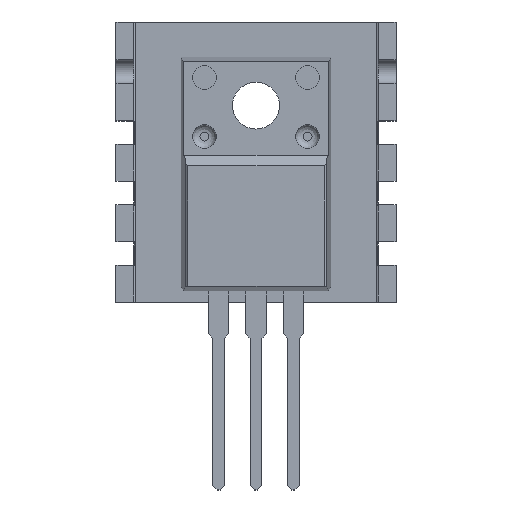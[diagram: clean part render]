
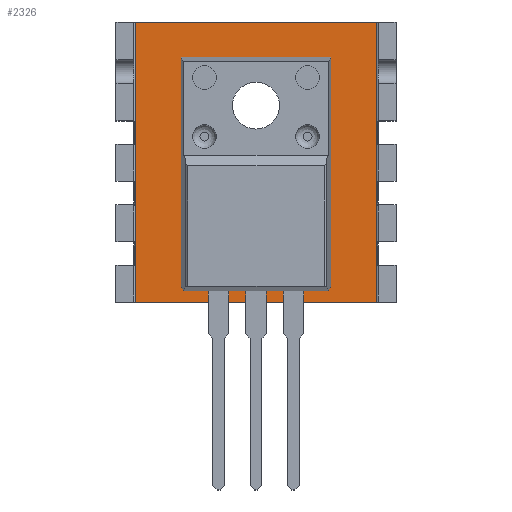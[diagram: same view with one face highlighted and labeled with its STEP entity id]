
A CAD part, top view. The second image highlights one B-rep face of the part: STEP entity #2326.
In plain terms, the highlighted planar face has unit normal (0, 0, 1).
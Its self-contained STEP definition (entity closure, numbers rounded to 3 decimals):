
#68=FACE_BOUND('',#402,.T.);
#153=PLANE('',#2526);
#274=FACE_OUTER_BOUND('',#401,.T.);
#401=EDGE_LOOP('',(#2089,#2090,#2091,#2092));
#402=EDGE_LOOP('',(#2093));
#599=LINE('',#3636,#872);
#604=LINE('',#3657,#877);
#682=LINE('',#3849,#955);
#685=LINE('',#3853,#958);
#872=VECTOR('',#2916,1000.);
#877=VECTOR('',#2933,1000.);
#955=VECTOR('',#3103,1000.);
#958=VECTOR('',#3108,1000.);
#991=CIRCLE('',#2457,1.93);
#1128=VERTEX_POINT('',#3555);
#1161=VERTEX_POINT('',#3633);
#1162=VERTEX_POINT('',#3635);
#1171=VERTEX_POINT('',#3654);
#1172=VERTEX_POINT('',#3656);
#1398=EDGE_CURVE('',#1128,#1128,#991,.T.);
#1436=EDGE_CURVE('',#1162,#1161,#599,.T.);
#1446=EDGE_CURVE('',#1171,#1172,#604,.T.);
#1547=EDGE_CURVE('',#1171,#1162,#682,.T.);
#1550=EDGE_CURVE('',#1172,#1161,#685,.T.);
#2089=ORIENTED_EDGE('',*,*,#1550,.F.);
#2090=ORIENTED_EDGE('',*,*,#1446,.F.);
#2091=ORIENTED_EDGE('',*,*,#1547,.T.);
#2092=ORIENTED_EDGE('',*,*,#1436,.T.);
#2093=ORIENTED_EDGE('',*,*,#1398,.F.);
#2326=ADVANCED_FACE('',(#274,#68),#153,.T.);
#2457=AXIS2_PLACEMENT_3D('',#3557,#2855,#2856);
#2526=AXIS2_PLACEMENT_3D('',#3854,#3109,#3110);
#2855=DIRECTION('center_axis',(0.,0.,1.));
#2856=DIRECTION('ref_axis',(0.,-1.,0.));
#2916=DIRECTION('',(0.,-1.,0.));
#2933=DIRECTION('',(0.,-1.,0.));
#3103=DIRECTION('',(-1.,0.,0.));
#3108=DIRECTION('',(-1.,0.,0.));
#3109=DIRECTION('center_axis',(0.,0.,1.));
#3110=DIRECTION('ref_axis',(0.,-1.,0.));
#3555=CARTESIAN_POINT('',(0.,-3.73,-17.8));
#3557=CARTESIAN_POINT('Origin',(0.,-5.66,
-17.8));
#3633=CARTESIAN_POINT('',(-8.2,-19.,-17.8));
#3635=CARTESIAN_POINT('',(-8.2,0.,-17.8));
#3636=CARTESIAN_POINT('',(-8.2,0.,-17.8));
#3654=CARTESIAN_POINT('',(8.2,0.,-17.8));
#3656=CARTESIAN_POINT('',(8.2,-19.,-17.8));
#3657=CARTESIAN_POINT('',(8.2,0.,-17.8));
#3849=CARTESIAN_POINT('',(-9.5,0.,-17.8));
#3853=CARTESIAN_POINT('',(-9.5,-19.,-17.8));
#3854=CARTESIAN_POINT('Origin',(-9.5,0.,-17.8));
